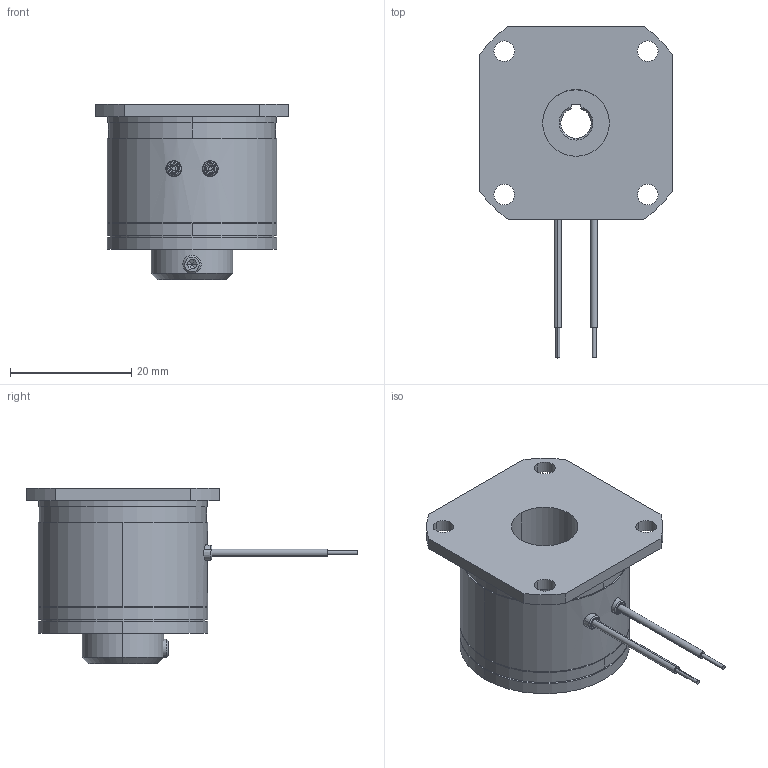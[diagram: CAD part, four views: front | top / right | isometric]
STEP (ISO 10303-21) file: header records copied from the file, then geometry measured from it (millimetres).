
FILE_DESCRIPTION (( 'STEP AP214' ), '1' );
FILE_NAME ('dr_bk_01P1-230_mu.STEP', '2021-11-30T12:50:52', ( '' ), ( '' ), 'SwSTEP 2.0', 'SolidWorks 2019', '' );
FILE_SCHEMA (( 'AUTOMOTIVE_DESIGN' ));
Length unit declared in the file: millimetre
Products named in the file (11): 10069006_000; 10068955_000; 10069004_000; 10068718_000_Einbaul„nge 1,35mm; dr_bk_01P1-230_mu; 10068721_000; 10069435_000; 10069436_000_M 3 x 5; 10068722_000; 10068718_000_Einbaul„nge 1,4mm; 10069434_000
Assembly tree (15 placements, depth 4):
  dr_bk_01P1-230_mu
    10068955_000
    10069434_000
      10069435_000
      10069004_000
        10069006_000
        10068721_000
        10068722_000  x2
        10068718_000_Einbaul„nge 1,35mm  x2
      10068718_000_Einbaul„nge 1,4mm  x2
      10068722_000  x2
      10069436_000_M 3 x 5
Bounding box: 32 x 54.8 x 28.9 mm (x, y, z)
Volume: 13579.1 mm3; surface area: 8702.7 mm2
Topology: 15 solids, 15 shells, 267 faces, 596 edges, 367 vertices
Faces by surface type: cylinder 127, cone 62, plane 54, torus 16, sphere 8
Entity records: 7687 total; most frequent: CARTESIAN_POINT 1394, DIRECTION 1160, ORIENTED_EDGE 940, AXIS2_PLACEMENT_3D 483, EDGE_CURVE 470, VERTEX_POINT 295, EDGE_LOOP 271, CIRCLE 252
